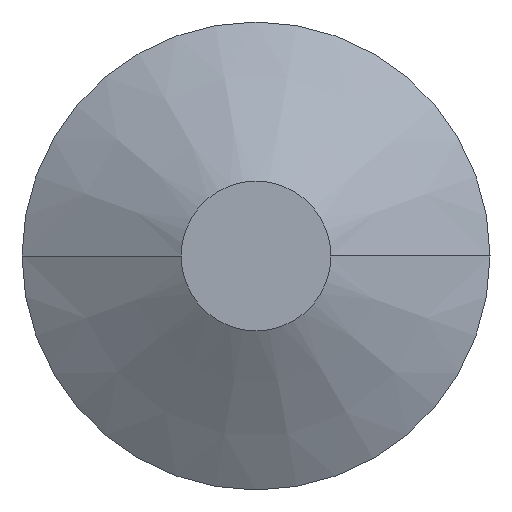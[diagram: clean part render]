
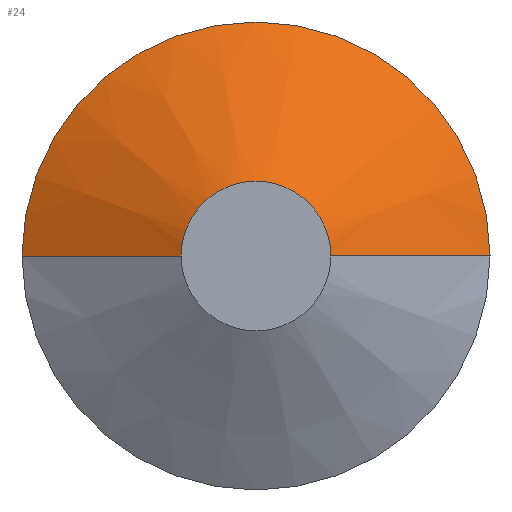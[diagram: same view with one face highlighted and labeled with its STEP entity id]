
A CAD part, front view. The second image highlights one B-rep face of the part: STEP entity #24.
In plain terms, the highlighted conical face has half-angle 60 degrees and reference radius 0.508 mm.
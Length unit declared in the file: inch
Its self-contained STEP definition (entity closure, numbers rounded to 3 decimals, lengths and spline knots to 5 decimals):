
#1 = EDGE_CURVE ( 'NONE', #266, #259, #289, .T. ) ;
#3 = VECTOR ( 'NONE', #216, 39.37008 ) ;
#6 = DIRECTION ( 'NONE',  ( 0., -1., 0. ) ) ;
#24 = ADVANCED_FACE ( 'NONE', ( #298 ), #183, .T. ) ;
#25 = CARTESIAN_POINT ( 'NONE',  ( 0.0625, 0.02454, 0. ) ) ;
#32 = DIRECTION ( 'NONE',  ( 0.866, 0.5, 0. ) ) ;
#48 = LINE ( 'NONE', #121, #3 ) ;
#58 = LINE ( 'NONE', #173, #209 ) ;
#64 = EDGE_LOOP ( 'NONE', ( #241, #187, #260, #256 ) ) ;
#80 = VERTEX_POINT ( 'NONE', #25 ) ;
#92 = CARTESIAN_POINT ( 'NONE',  ( 0., 0., 0. ) ) ;
#97 = EDGE_CURVE ( 'NONE', #259, #138, #48, .T. ) ;
#100 = DIRECTION ( 'NONE',  ( 0., 1., 0. ) ) ;
#103 = DIRECTION ( 'NONE',  ( 1., 0., 0. ) ) ;
#121 = CARTESIAN_POINT ( 'NONE',  ( -0.02, 0., 0. ) ) ;
#138 = VERTEX_POINT ( 'NONE', #152 ) ;
#142 = CARTESIAN_POINT ( 'NONE',  ( 0., 0., 0. ) ) ;
#145 = DIRECTION ( 'NONE',  ( 1., 0., 0. ) ) ;
#146 = AXIS2_PLACEMENT_3D ( 'NONE', #142, #275, #145 ) ;
#148 = CIRCLE ( 'NONE', #199, 0.0625 ) ;
#152 = CARTESIAN_POINT ( 'NONE',  ( -0.0625, 0.02454, 0. ) ) ;
#157 = CARTESIAN_POINT ( 'NONE',  ( 0.02, 0., 0. ) ) ;
#173 = CARTESIAN_POINT ( 'NONE',  ( 0.02, 0., 0. ) ) ;
#179 = EDGE_CURVE ( 'NONE', #266, #80, #58, .T. ) ;
#183 = CONICAL_SURFACE ( 'NONE', #268, 0.02, 1.047 ) ;
#187 = ORIENTED_EDGE ( 'NONE', *, *, #179, .T. ) ;
#198 = EDGE_CURVE ( 'NONE', #80, #138, #148, .T. ) ;
#199 = AXIS2_PLACEMENT_3D ( 'NONE', #224, #6, #103 ) ;
#209 = VECTOR ( 'NONE', #32, 39.37008 ) ;
#216 = DIRECTION ( 'NONE',  ( -0.866, 0.5, 0. ) ) ;
#224 = CARTESIAN_POINT ( 'NONE',  ( 0., 0.02454, 0. ) ) ;
#241 = ORIENTED_EDGE ( 'NONE', *, *, #1, .F. ) ;
#256 = ORIENTED_EDGE ( 'NONE', *, *, #97, .F. ) ;
#259 = VERTEX_POINT ( 'NONE', #300 ) ;
#260 = ORIENTED_EDGE ( 'NONE', *, *, #198, .T. ) ;
#266 = VERTEX_POINT ( 'NONE', #157 ) ;
#268 = AXIS2_PLACEMENT_3D ( 'NONE', #92, #100, #304 ) ;
#275 = DIRECTION ( 'NONE',  ( 0., -1., 0. ) ) ;
#289 = CIRCLE ( 'NONE', #146, 0.02 ) ;
#298 = FACE_OUTER_BOUND ( 'NONE', #64, .T. ) ;
#300 = CARTESIAN_POINT ( 'NONE',  ( -0.02, 0., 0. ) ) ;
#304 = DIRECTION ( 'NONE',  ( -1., 0., 0. ) ) ;
